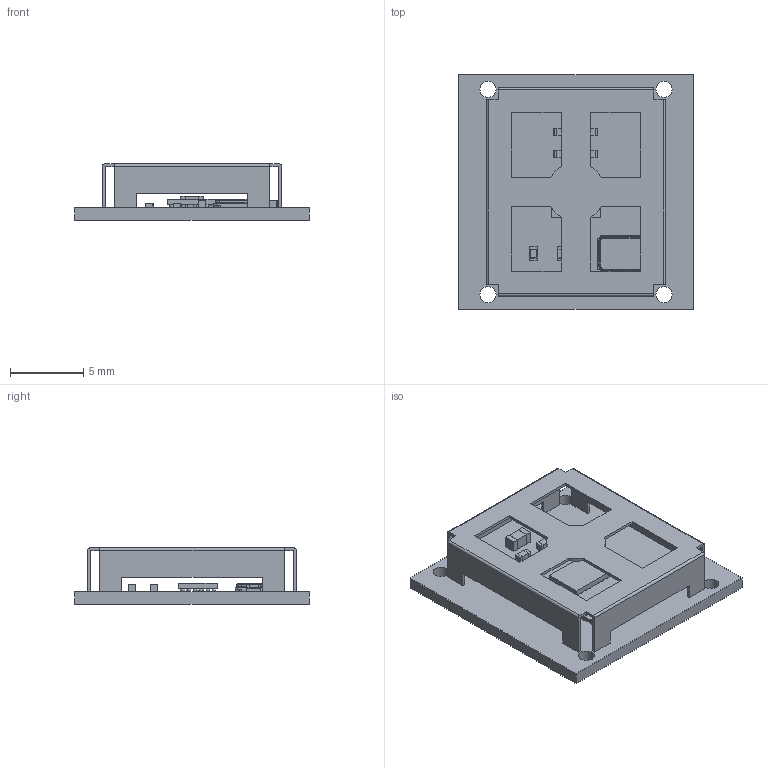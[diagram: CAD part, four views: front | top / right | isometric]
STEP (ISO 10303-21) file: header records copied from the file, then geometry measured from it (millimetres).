
FILE_DESCRIPTION(('Open CASCADE Model'),'2;1');
FILE_NAME('Open CASCADE Shape Model','2018-03-19T14:56:53',('Author'),( 'Open CASCADE'),'Open CASCADE STEP processor 6.8','Open CASCADE 6.8' ,'Unknown');
FILE_SCHEMA(('AUTOMOTIVE_DESIGN { 1 0 10303 214 1 1 1 1 }'));
Length unit declared in the file: millimetre
Products named in the file (23): PCB; Board; S1; 200284-003_ShieldBox; U100; 6430248192; Sphere; 6430248000; Extruded; R101; User_Library-res0402-1; C105; User_Library-SMD_CAPACITOR0402; C106; C100; User_Library-SMD_CAPACITOR0603; C101; C102; C103; C104; R100; Y100; tsx-3225
Assembly tree (71 placements, depth 4):
  PCB
    Board
    S1
      200284-003_ShieldBox
    U100
      6430248192  x44
        Sphere
      6430248000
        Extruded
    R101
      User_Library-res0402-1
    C105
      User_Library-SMD_CAPACITOR0402
    C106
      User_Library-SMD_CAPACITOR0402
    C100
      User_Library-SMD_CAPACITOR0603
    C101
      User_Library-SMD_CAPACITOR0402
    C102
      User_Library-SMD_CAPACITOR0402
    C103
      User_Library-SMD_CAPACITOR0402
    C104
      User_Library-SMD_CAPACITOR0402
    R100
      User_Library-res0402-1
    Y100
      tsx-3225
Bounding box: 16 x 16 x 3.83 mm (x, y, z)
Volume: 261.6 mm3; surface area: 1097.7 mm2
Topology: 61 solids, 61 shells, 619 faces, 1538 edges, 912 vertices
Faces by surface type: plane 347, cylinder 148, sphere 100, torus 12, bspline 12
Full cylindrical faces by diameter (mm): 1.1 x4
Entity records: 12516 total; most frequent: CARTESIAN_POINT 2401, DIRECTION 1744, ORIENTED_EDGE 1680, EDGE_CURVE 840, LINE 648, VECTOR 648, AXIS2_PLACEMENT_3D 548, VERTEX_POINT 529
